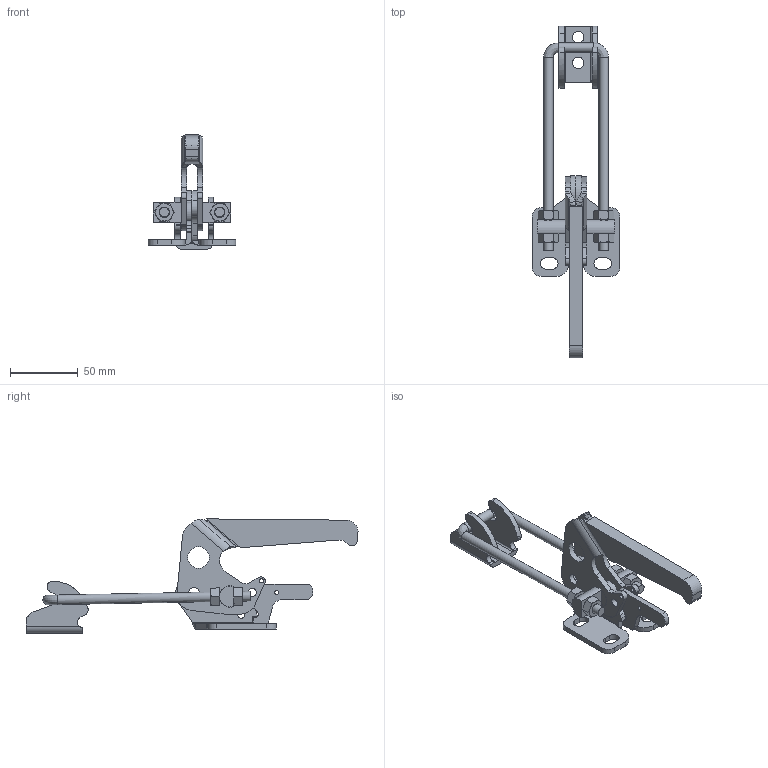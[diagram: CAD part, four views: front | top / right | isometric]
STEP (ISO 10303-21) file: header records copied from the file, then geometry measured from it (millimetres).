
FILE_DESCRIPTION(/* description */ (''),/* implementation_level */ '2;1');
FILE_NAME(/* name */ 'M40S-4_.stp',/* time_stamp */ '2021-04-13T13:24:53+03:00',/* author */ (''),/* organization */ (''),/* preprocessor_version */ 'ST-DEVELOPER v16',/* originating_system */ 'SIEMENS PLM Software NX 11.0',/* authorisation */ '');
FILE_SCHEMA (('AUTOMOTIVE_DESIGN { 1 0 10303 214 3 1 1 1 }'));
Length unit declared in the file: millimetre
Products named in the file (8): 848S-4_kol_; 848S-4_Kilit kolu; 848S-4_Ayak; 848-4-4 mil_id27_x_t; 848-4-2 kanca_id22_x_t; 848-4-3 somun_id11_x_t; 848-4-6 karsilik_id6_x_t; M40S-4
Assembly tree (10 placements, depth 2):
  M40S-4
    848-4-6 karsilik_id6_x_t
    848-4-3 somun_id11_x_t  x4
    848-4-2 kanca_id22_x_t
    848-4-4 mil_id27_x_t
    848S-4_Ayak
    848S-4_Kilit kolu
    848S-4_kol_
Bounding box: 65 x 245.52 x 84.47 mm (x, y, z)
Volume: 107413.6 mm3; surface area: 62053.4 mm2
Topology: 13 solids, 13 shells, 356 faces, 897 edges, 567 vertices
Faces by surface type: plane 144, cylinder 104, cone 72, bspline 34, revolution 2
Full cylindrical faces by diameter (mm): 3 x3, 5 x2, 6 x3, 6.734 x8, 7.1 x3, 8 x2, 8.4 x2, 8.5 x2, 11 x2, 15.5 x1, 16 x4
Entity records: 9621 total; most frequent: CARTESIAN_POINT 2951, ORIENTED_EDGE 1350, DIRECTION 1227, EDGE_CURVE 675, VERTEX_POINT 454, AXIS2_PLACEMENT_3D 429, LINE 367, VECTOR 367
